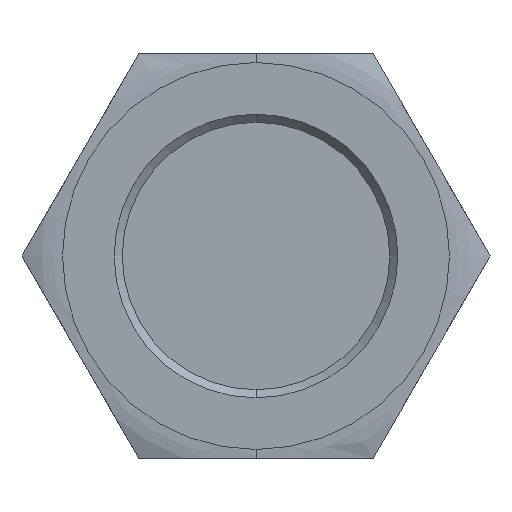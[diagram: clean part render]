
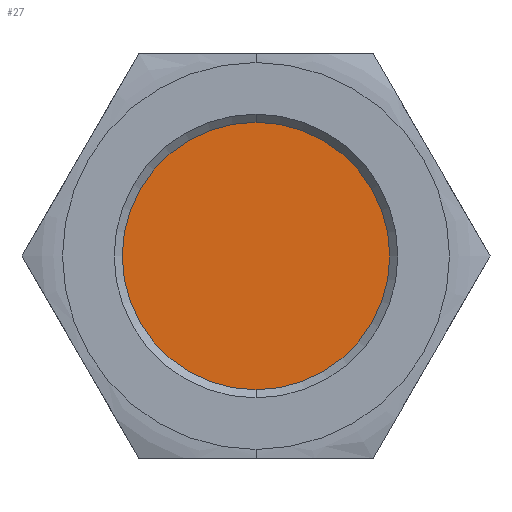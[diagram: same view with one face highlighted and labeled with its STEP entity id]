
A CAD part, front view. The second image highlights one B-rep face of the part: STEP entity #27.
In plain terms, the highlighted planar face has unit normal (0, -1, 0).
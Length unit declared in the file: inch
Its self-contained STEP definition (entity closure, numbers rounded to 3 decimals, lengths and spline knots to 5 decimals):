
#27 = ADVANCED_FACE ( 'NONE', ( #256 ), #311, .T. ) ;
#29 = EDGE_LOOP ( 'NONE', ( #33, #54 ) ) ;
#33 = ORIENTED_EDGE ( 'NONE', *, *, #243, .F. ) ;
#43 = EDGE_CURVE ( 'NONE', #200, #242, #373, .T. ) ;
#54 = ORIENTED_EDGE ( 'NONE', *, *, #43, .F. ) ;
#200 = VERTEX_POINT ( 'NONE', #426 ) ;
#242 = VERTEX_POINT ( 'NONE', #660 ) ;
#243 = EDGE_CURVE ( 'NONE', #242, #200, #682, .T. ) ;
#256 = FACE_OUTER_BOUND ( 'NONE', #29, .T. ) ;
#294 = DIRECTION ( 'NONE',  ( 0., 0., 1. ) ) ;
#295 = DIRECTION ( 'NONE',  ( 0., 1., 0. ) ) ;
#311 = PLANE ( 'NONE',  #334 ) ;
#331 = DIRECTION ( 'NONE',  ( 0., 0., 1. ) ) ;
#332 = DIRECTION ( 'NONE',  ( 0., -1., 0. ) ) ;
#333 = CARTESIAN_POINT ( 'NONE',  ( 0., -0.75, 0. ) ) ;
#334 = AXIS2_PLACEMENT_3D ( 'NONE', #333, #332, #331 ) ;
#371 = CARTESIAN_POINT ( 'NONE',  ( 0., -0.75, 0. ) ) ;
#372 = AXIS2_PLACEMENT_3D ( 'NONE', #371, #295, #294 ) ;
#373 = CIRCLE ( 'NONE', #372, 0.0825 ) ;
#426 = CARTESIAN_POINT ( 'NONE',  ( 0., -0.75, 0.0825 ) ) ;
#660 = CARTESIAN_POINT ( 'NONE',  ( 0., -0.75, -0.0825 ) ) ;
#678 = DIRECTION ( 'NONE',  ( 0., 0., 1. ) ) ;
#679 = DIRECTION ( 'NONE',  ( 0., 1., 0. ) ) ;
#680 = CARTESIAN_POINT ( 'NONE',  ( 0., -0.75, 0. ) ) ;
#681 = AXIS2_PLACEMENT_3D ( 'NONE', #680, #679, #678 ) ;
#682 = CIRCLE ( 'NONE', #681, 0.0825 ) ;
